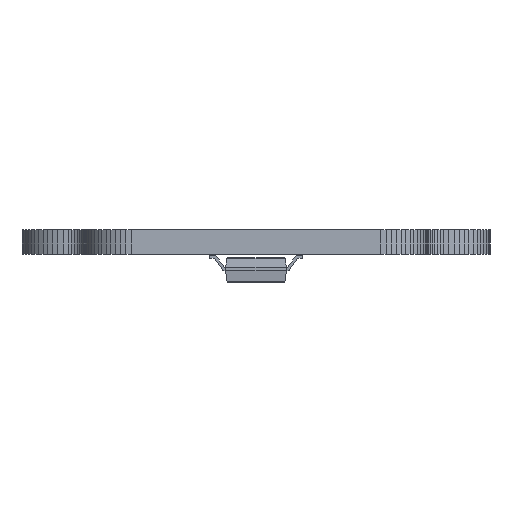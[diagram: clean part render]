
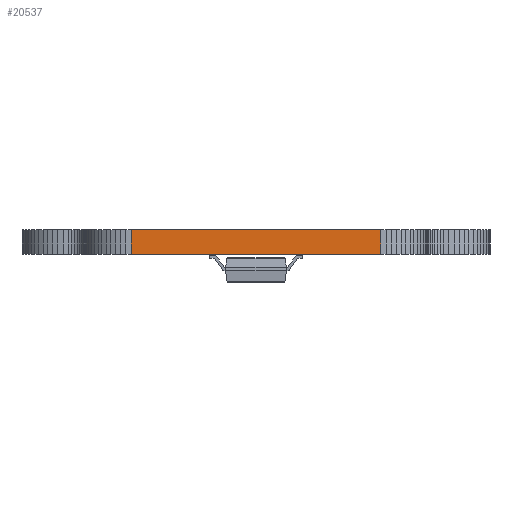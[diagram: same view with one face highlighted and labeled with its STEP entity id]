
A CAD part, front view. The second image highlights one B-rep face of the part: STEP entity #20537.
In plain terms, the highlighted planar face has unit normal (0, -1, 0).
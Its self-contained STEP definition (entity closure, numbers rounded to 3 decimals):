
#8665 = PLANE('',#8666);
#8666 = AXIS2_PLACEMENT_3D('',#8667,#8668,#8669);
#8667 = CARTESIAN_POINT('',(117.,-61.,1.58));
#8668 = DIRECTION('',(-0.,-0.,-1.));
#8669 = DIRECTION('',(-1.,0.,0.));
#8719 = PLANE('',#8720);
#8720 = AXIS2_PLACEMENT_3D('',#8721,#8722,#8723);
#8721 = CARTESIAN_POINT('',(117.,-61.,0.));
#8722 = DIRECTION('',(-0.,-0.,-1.));
#8723 = DIRECTION('',(-1.,0.,0.));
#10816 = VERTEX_POINT('',#10817);
#10817 = CARTESIAN_POINT('',(125.,-71.,0.));
#10831 = PLANE('',#10832);
#10832 = AXIS2_PLACEMENT_3D('',#10833,#10834,#10835);
#10833 = CARTESIAN_POINT('',(125.336,-70.981,0.));
#10834 = DIRECTION('',(0.056,-0.998,0.));
#10835 = DIRECTION('',(-0.998,-0.056,0.));
#10843 = EDGE_CURVE('',#10816,#10844,#10846,.T.);
#10844 = VERTEX_POINT('',#10845);
#10845 = CARTESIAN_POINT('',(109.,-71.,0.));
#10846 = SURFACE_CURVE('',#10847,(#10851,#10858),.PCURVE_S1.);
#10847 = LINE('',#10848,#10849);
#10848 = CARTESIAN_POINT('',(125.,-71.,0.));
#10849 = VECTOR('',#10850,1.);
#10850 = DIRECTION('',(-1.,0.,0.));
#10851 = PCURVE('',#8719,#10852);
#10852 = DEFINITIONAL_REPRESENTATION('',(#10853),#10857);
#10853 = LINE('',#10854,#10855);
#10854 = CARTESIAN_POINT('',(-8.,-10.));
#10855 = VECTOR('',#10856,1.);
#10856 = DIRECTION('',(1.,0.));
#10857 = ( GEOMETRIC_REPRESENTATION_CONTEXT(2) 
PARAMETRIC_REPRESENTATION_CONTEXT() REPRESENTATION_CONTEXT('2D SPACE',''
  ) );
#10858 = PCURVE('',#10859,#10864);
#10859 = PLANE('',#10860);
#10860 = AXIS2_PLACEMENT_3D('',#10861,#10862,#10863);
#10861 = CARTESIAN_POINT('',(125.,-71.,0.));
#10862 = DIRECTION('',(0.,-1.,0.));
#10863 = DIRECTION('',(-1.,0.,0.));
#10864 = DEFINITIONAL_REPRESENTATION('',(#10865),#10869);
#10865 = LINE('',#10866,#10867);
#10866 = CARTESIAN_POINT('',(0.,-0.));
#10867 = VECTOR('',#10868,1.);
#10868 = DIRECTION('',(1.,0.));
#10869 = ( GEOMETRIC_REPRESENTATION_CONTEXT(2) 
PARAMETRIC_REPRESENTATION_CONTEXT() REPRESENTATION_CONTEXT('2D SPACE',''
  ) );
#10887 = PLANE('',#10888);
#10888 = AXIS2_PLACEMENT_3D('',#10889,#10890,#10891);
#10889 = CARTESIAN_POINT('',(109.,-71.,0.));
#10890 = DIRECTION('',(-0.056,-0.998,0.));
#10891 = DIRECTION('',(-0.998,0.056,0.));
#14775 = VERTEX_POINT('',#14776);
#14776 = CARTESIAN_POINT('',(125.,-71.,1.58));
#14797 = EDGE_CURVE('',#14775,#14798,#14800,.T.);
#14798 = VERTEX_POINT('',#14799);
#14799 = CARTESIAN_POINT('',(109.,-71.,1.58));
#14800 = SURFACE_CURVE('',#14801,(#14805,#14812),.PCURVE_S1.);
#14801 = LINE('',#14802,#14803);
#14802 = CARTESIAN_POINT('',(125.,-71.,1.58));
#14803 = VECTOR('',#14804,1.);
#14804 = DIRECTION('',(-1.,0.,0.));
#14805 = PCURVE('',#8665,#14806);
#14806 = DEFINITIONAL_REPRESENTATION('',(#14807),#14811);
#14807 = LINE('',#14808,#14809);
#14808 = CARTESIAN_POINT('',(-8.,-10.));
#14809 = VECTOR('',#14810,1.);
#14810 = DIRECTION('',(1.,0.));
#14811 = ( GEOMETRIC_REPRESENTATION_CONTEXT(2) 
PARAMETRIC_REPRESENTATION_CONTEXT() REPRESENTATION_CONTEXT('2D SPACE',''
  ) );
#14812 = PCURVE('',#10859,#14813);
#14813 = DEFINITIONAL_REPRESENTATION('',(#14814),#14818);
#14814 = LINE('',#14815,#14816);
#14815 = CARTESIAN_POINT('',(0.,-1.58));
#14816 = VECTOR('',#14817,1.);
#14817 = DIRECTION('',(1.,0.));
#14818 = ( GEOMETRIC_REPRESENTATION_CONTEXT(2) 
PARAMETRIC_REPRESENTATION_CONTEXT() REPRESENTATION_CONTEXT('2D SPACE',''
  ) );
#20489 = EDGE_CURVE('',#10816,#14775,#20490,.T.);
#20490 = SURFACE_CURVE('',#20491,(#20495,#20502),.PCURVE_S1.);
#20491 = LINE('',#20492,#20493);
#20492 = CARTESIAN_POINT('',(125.,-71.,0.));
#20493 = VECTOR('',#20494,1.);
#20494 = DIRECTION('',(0.,0.,1.));
#20495 = PCURVE('',#10831,#20496);
#20496 = DEFINITIONAL_REPRESENTATION('',(#20497),#20501);
#20497 = LINE('',#20498,#20499);
#20498 = CARTESIAN_POINT('',(0.336,0.));
#20499 = VECTOR('',#20500,1.);
#20500 = DIRECTION('',(0.,-1.));
#20501 = ( GEOMETRIC_REPRESENTATION_CONTEXT(2) 
PARAMETRIC_REPRESENTATION_CONTEXT() REPRESENTATION_CONTEXT('2D SPACE',''
  ) );
#20502 = PCURVE('',#10859,#20503);
#20503 = DEFINITIONAL_REPRESENTATION('',(#20504),#20508);
#20504 = LINE('',#20505,#20506);
#20505 = CARTESIAN_POINT('',(0.,-0.));
#20506 = VECTOR('',#20507,1.);
#20507 = DIRECTION('',(0.,-1.));
#20508 = ( GEOMETRIC_REPRESENTATION_CONTEXT(2) 
PARAMETRIC_REPRESENTATION_CONTEXT() REPRESENTATION_CONTEXT('2D SPACE',''
  ) );
#20537 = ADVANCED_FACE('',(#20538),#10859,.T.);
#20538 = FACE_BOUND('',#20539,.T.);
#20539 = EDGE_LOOP('',(#20540,#20541,#20542,#20563));
#20540 = ORIENTED_EDGE('',*,*,#20489,.T.);
#20541 = ORIENTED_EDGE('',*,*,#14797,.T.);
#20542 = ORIENTED_EDGE('',*,*,#20543,.F.);
#20543 = EDGE_CURVE('',#10844,#14798,#20544,.T.);
#20544 = SURFACE_CURVE('',#20545,(#20549,#20556),.PCURVE_S1.);
#20545 = LINE('',#20546,#20547);
#20546 = CARTESIAN_POINT('',(109.,-71.,0.));
#20547 = VECTOR('',#20548,1.);
#20548 = DIRECTION('',(0.,0.,1.));
#20549 = PCURVE('',#10859,#20550);
#20550 = DEFINITIONAL_REPRESENTATION('',(#20551),#20555);
#20551 = LINE('',#20552,#20553);
#20552 = CARTESIAN_POINT('',(16.,0.));
#20553 = VECTOR('',#20554,1.);
#20554 = DIRECTION('',(0.,-1.));
#20555 = ( GEOMETRIC_REPRESENTATION_CONTEXT(2) 
PARAMETRIC_REPRESENTATION_CONTEXT() REPRESENTATION_CONTEXT('2D SPACE',''
  ) );
#20556 = PCURVE('',#10887,#20557);
#20557 = DEFINITIONAL_REPRESENTATION('',(#20558),#20562);
#20558 = LINE('',#20559,#20560);
#20559 = CARTESIAN_POINT('',(0.,0.));
#20560 = VECTOR('',#20561,1.);
#20561 = DIRECTION('',(0.,-1.));
#20562 = ( GEOMETRIC_REPRESENTATION_CONTEXT(2) 
PARAMETRIC_REPRESENTATION_CONTEXT() REPRESENTATION_CONTEXT('2D SPACE',''
  ) );
#20563 = ORIENTED_EDGE('',*,*,#10843,.F.);
